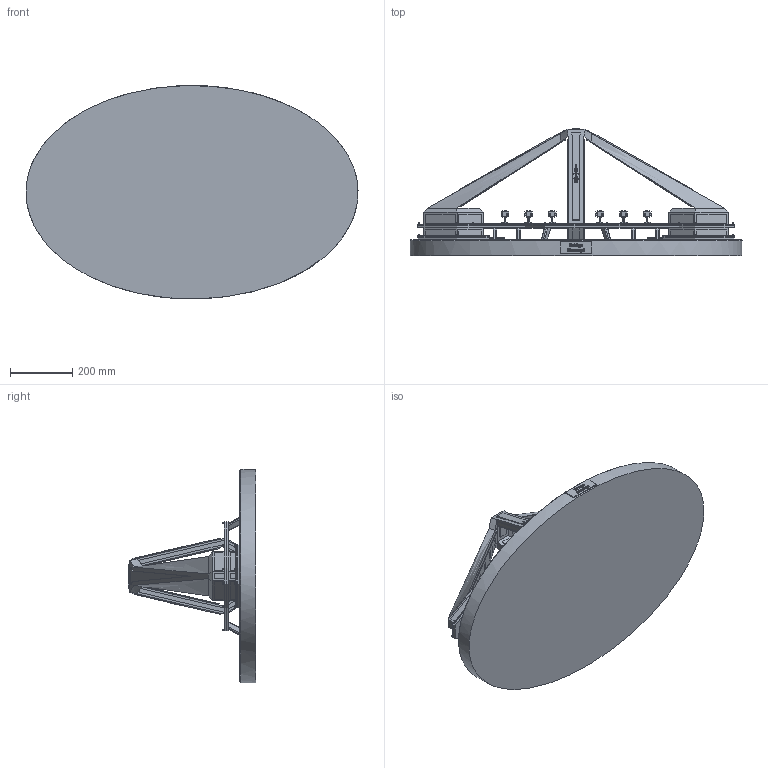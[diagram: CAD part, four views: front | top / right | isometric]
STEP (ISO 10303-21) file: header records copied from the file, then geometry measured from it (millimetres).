
FILE_DESCRIPTION(/* description */ (''),/* implementation_level */ '2;1');
FILE_NAME(/* name */ 'Bridge Concept.step',/* time_stamp */ '2023-05-30T13:55:34-05:00',/* author */ (''),/* organization */ (''),/* preprocessor_version */ 'ST-DEVELOPER v19.2',/* originating_system */ 'Autodesk Translation Framework v12.4.0.73',/* authorisation */ '');
FILE_SCHEMA (('AUTOMOTIVE_DESIGN { 1 0 10303 214 3 1 1 }'));
Products named in the file (1): #116297
Bounding box: 1066.71 x 409.67 x 687.29 mm (x, y, z)
Volume: 34640473.5 mm3; surface area: 4440839.3 mm2
Topology: 233 solids, 233 shells, 3845 faces, 9451 edges, 6152 vertices
Faces by surface type: plane 3410, bspline 381, cylinder 54
Full cylindrical faces by diameter (mm): 3.175 x24, 19.05 x24, 22.225 x2
Entity records: 116347 total; most frequent: CARTESIAN_POINT 27323, ORIENTED_EDGE 18902, DIRECTION 15714, EDGE_CURVE 9451, LINE 8514, VECTOR 8514, VERTEX_POINT 6152, EDGE_LOOP 4117
